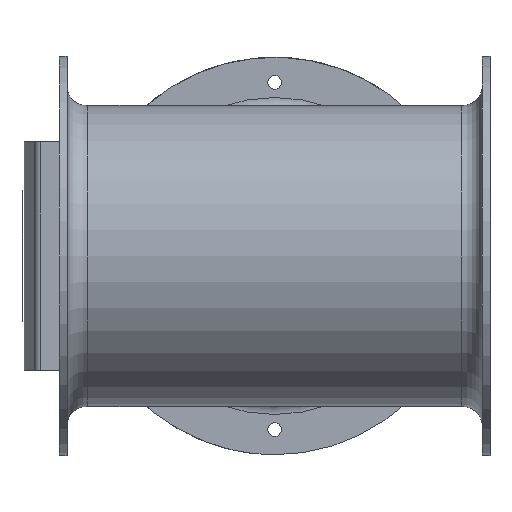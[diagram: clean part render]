
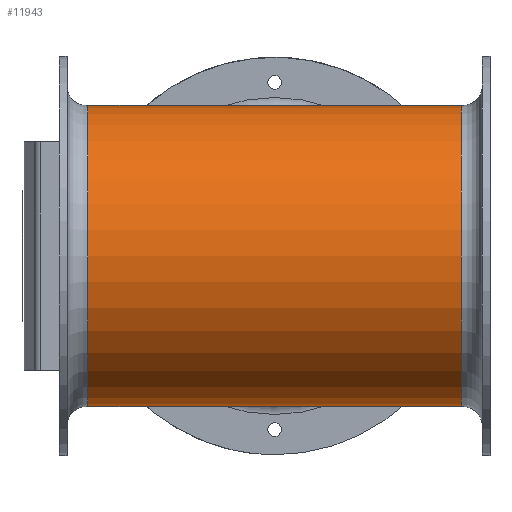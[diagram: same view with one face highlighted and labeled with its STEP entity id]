
A CAD part, front view. The second image highlights one B-rep face of the part: STEP entity #11943.
In plain terms, the highlighted cylindrical face has radius 115.5 mm (diameter 231 mm), a full revolution.
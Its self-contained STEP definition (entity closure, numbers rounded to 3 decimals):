
#176=FACE_BOUND('',#3006,.T.);
#177=FACE_BOUND('',#3007,.T.);
#480=CYLINDRICAL_SURFACE('',#12831,115.5);
#2204=FACE_OUTER_BOUND('',#3005,.T.);
#3005=EDGE_LOOP('',(#10192));
#3006=EDGE_LOOP('',(#10193));
#3007=EDGE_LOOP('',(#10194));
#3471=CIRCLE('',#12832,115.5);
#3472=CIRCLE('',#12833,115.5);
#4164=B_SPLINE_CURVE_WITH_KNOTS('',3,(#51857,#51858,#51859,#51860,#51861,
#51862,#51863,#51864,#51865,#51866,#51867,#51868,#51869,#51870,#51871,#51872,
#51873,#51874,#51875,#51876,#51877,#51878,#51879,#51880,#51881,#51882,#51883,
#51884,#51885,#51886,#51887,#51888,#51889,#51890,#51891,#51892,#51893,#51894,
#51895,#51896,#51897,#51898,#51899,#51900,#51901,#51902,#51903,#51904,#51905,
#51906,#51907,#51908,#51909,#51910,#51911,#51912,#51913,#51914),
 .UNSPECIFIED.,.T.,.F.,(4,1,1,1,1,1,1,1,1,1,1,1,1,1,1,1,1,1,1,1,1,1,1,1,
1,1,1,1,1,1,1,1,1,1,1,1,1,1,1,1,1,1,1,1,1,1,1,1,1,1,1,1,1,1,1,4),(-77.812,
-77.117,-76.596,-76.423,-75.033,
-73.644,-72.602,-72.254,-69.475,
-68.086,-67.044,-66.696,-64.844,
-62.991,-61.833,-61.138,-59.285,
-57.433,-56.043,-55.58,-53.727,
-51.875,-50.485,-48.169,-47.243,
-46.317,-44.464,-42.611,-40.759,
-39.832,-38.906,-37.98,-37.053,
-35.201,-34.274,-33.348,-31.495,
-29.643,-27.79,-25.937,-24.085,
-23.158,-22.232,-19.453,-16.674,
-15.285,-13.895,-12.506,-11.116,
-8.337,-5.558,-4.169,-2.779,
-1.39,-0.695,0.),.UNSPECIFIED.);
#5240=VERTEX_POINT('',#51855);
#5241=VERTEX_POINT('',#51916);
#5242=VERTEX_POINT('',#51918);
#6909=EDGE_CURVE('',#5240,#5240,#4164,.T.);
#6910=EDGE_CURVE('',#5241,#5241,#3471,.T.);
#6911=EDGE_CURVE('',#5242,#5242,#3472,.T.);
#10192=ORIENTED_EDGE('',*,*,#6910,.T.);
#10193=ORIENTED_EDGE('',*,*,#6911,.F.);
#10194=ORIENTED_EDGE('',*,*,#6909,.F.);
#11943=ADVANCED_FACE('',(#2204,#176,#177),#480,.T.);
#12831=AXIS2_PLACEMENT_3D('',#51915,#15045,#15046);
#12832=AXIS2_PLACEMENT_3D('',#51917,#15047,#15048);
#12833=AXIS2_PLACEMENT_3D('',#51919,#15049,#15050);
#15045=DIRECTION('center_axis',(1.,0.,0.));
#15046=DIRECTION('ref_axis',(0.,1.,0.));
#15047=DIRECTION('center_axis',(1.,0.,0.));
#15048=DIRECTION('ref_axis',(0.,1.,0.));
#15049=DIRECTION('center_axis',(1.,0.,0.));
#15050=DIRECTION('ref_axis',(0.,1.,0.));
#51855=CARTESIAN_POINT('',(0.,33.538,110.523));
#51857=CARTESIAN_POINT('Ctrl Pts',(0.,33.538,
110.523));
#51858=CARTESIAN_POINT('Ctrl Pts',(2.388,33.538,110.524));
#51859=CARTESIAN_POINT('Ctrl Pts',(6.57,33.96,110.397));
#51860=CARTESIAN_POINT('Ctrl Pts',(11.175,35.155,110.022));
#51861=CARTESIAN_POINT('Ctrl Pts',(17.937,37.439,109.279));
#51862=CARTESIAN_POINT('Ctrl Pts',(26.983,42.034,107.673));
#51863=CARTESIAN_POINT('Ctrl Pts',(37.489,49.07,104.655));
#51864=CARTESIAN_POINT('Ctrl Pts',(44.786,54.529,101.857));
#51865=CARTESIAN_POINT('Ctrl Pts',(55.394,62.833,97.156));
#51866=CARTESIAN_POINT('Ctrl Pts',(66.234,71.996,90.812));
#51867=CARTESIAN_POINT('Ctrl Pts',(77.55,81.927,81.604));
#51868=CARTESIAN_POINT('Ctrl Pts',(83.25,87.021,76.026));
#51869=CARTESIAN_POINT('Ctrl Pts',(89.612,92.744,69.069));
#51870=CARTESIAN_POINT('Ctrl Pts',(96.928,99.399,59.583));
#51871=CARTESIAN_POINT('Ctrl Pts',(104.227,106.113,46.35));
#51872=CARTESIAN_POINT('Ctrl Pts',(108.531,110.093,35.31));
#51873=CARTESIAN_POINT('Ctrl Pts',(111.96,113.273,23.761));
#51874=CARTESIAN_POINT('Ctrl Pts',(114.496,115.631,9.304));
#51875=CARTESIAN_POINT('Ctrl Pts',(114.481,115.617,-7.889));
#51876=CARTESIAN_POINT('Ctrl Pts',(112.604,113.872,-20.093));
#51877=CARTESIAN_POINT('Ctrl Pts',(109.733,111.207,-31.955));
#51878=CARTESIAN_POINT('Ctrl Pts',(105.212,107.019,-44.593));
#51879=CARTESIAN_POINT('Ctrl Pts',(97.508,99.932,-58.507));
#51880=CARTESIAN_POINT('Ctrl Pts',(87.664,90.97,-71.752));
#51881=CARTESIAN_POINT('Ctrl Pts',(78.217,82.499,-81.193));
#51882=CARTESIAN_POINT('Ctrl Pts',(68.991,74.433,-88.41));
#51883=CARTESIAN_POINT('Ctrl Pts',(60.515,67.171,-94.159));
#51884=CARTESIAN_POINT('Ctrl Pts',(49.249,57.85,-100.239));
#51885=CARTESIAN_POINT('Ctrl Pts',(34.747,46.948,-105.741));
#51886=CARTESIAN_POINT('Ctrl Pts',(21.442,38.807,-108.847));
#51887=CARTESIAN_POINT('Ctrl Pts',(9.536,34.391,-110.268));
#51888=CARTESIAN_POINT('Ctrl Pts',(-0.004,33.109,
-110.651));
#51889=CARTESIAN_POINT('Ctrl Pts',(-9.56,34.398,-110.267));
#51890=CARTESIAN_POINT('Ctrl Pts',(-21.474,38.818,-108.842));
#51891=CARTESIAN_POINT('Ctrl Pts',(-32.098,45.331,-106.36));
#51892=CARTESIAN_POINT('Ctrl Pts',(-42.095,52.463,-102.956));
#51893=CARTESIAN_POINT('Ctrl Pts',(-51.559,59.769,-98.992));
#51894=CARTESIAN_POINT('Ctrl Pts',(-62.835,69.084,-92.907));
#51895=CARTESIAN_POINT('Ctrl Pts',(-75.385,79.988,-83.741));
#51896=CARTESIAN_POINT('Ctrl Pts',(-86.777,90.166,-72.735));
#51897=CARTESIAN_POINT('Ctrl Pts',(-96.899,99.372,-59.625));
#51898=CARTESIAN_POINT('Ctrl Pts',(-103.814,105.733,-47.116));
#51899=CARTESIAN_POINT('Ctrl Pts',(-108.241,109.824,-36.118));
#51900=CARTESIAN_POINT('Ctrl Pts',(-112.693,113.952,-21.789));
#51901=CARTESIAN_POINT('Ctrl Pts',(-115.593,116.654,-0.043));
#51902=CARTESIAN_POINT('Ctrl Pts',(-112.52,113.791,23.199));
#51903=CARTESIAN_POINT('Ctrl Pts',(-106.791,108.482,40.362));
#51904=CARTESIAN_POINT('Ctrl Pts',(-101.191,103.316,52.153));
#51905=CARTESIAN_POINT('Ctrl Pts',(-94.384,97.082,62.964));
#51906=CARTESIAN_POINT('Ctrl Pts',(-84.163,87.805,75.736));
#51907=CARTESIAN_POINT('Ctrl Pts',(-69.422,74.687,88.969));
#51908=CARTESIAN_POINT('Ctrl Pts',(-52.753,60.6,98.688));
#51909=CARTESIAN_POINT('Ctrl Pts',(-38.408,49.676,104.394));
#51910=CARTESIAN_POINT('Ctrl Pts',(-26.863,41.967,107.702));
#51911=CARTESIAN_POINT('Ctrl Pts',(-16.354,36.637,109.556));
#51912=CARTESIAN_POINT('Ctrl Pts',(-7.16,34.01,110.382));
#51913=CARTESIAN_POINT('Ctrl Pts',(-2.389,33.539,110.523));
#51914=CARTESIAN_POINT('Ctrl Pts',(0.,33.538,
110.523));
#51915=CARTESIAN_POINT('Origin',(-71.534,0.,0.));
#51916=CARTESIAN_POINT('',(-143.067,115.5,0.));
#51917=CARTESIAN_POINT('Origin',(-143.067,0.,0.));
#51918=CARTESIAN_POINT('',(143.067,115.5,0.));
#51919=CARTESIAN_POINT('Origin',(143.067,0.,0.));
